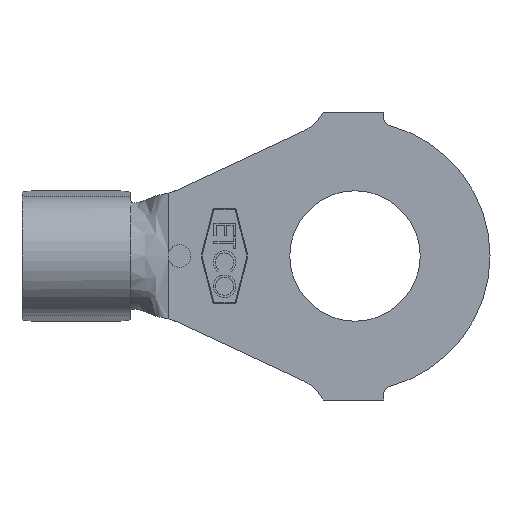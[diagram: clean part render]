
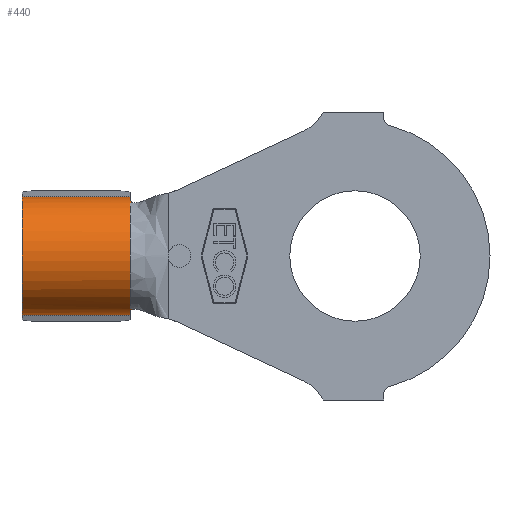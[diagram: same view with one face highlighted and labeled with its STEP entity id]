
A CAD part, front view. The second image highlights one B-rep face of the part: STEP entity #440.
In plain terms, the highlighted cylindrical face has radius 1.676 mm (diameter 3.353 mm), a partial arc.
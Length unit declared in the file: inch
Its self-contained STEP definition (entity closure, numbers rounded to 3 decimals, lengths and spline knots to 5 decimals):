
#81 = CARTESIAN_POINT ( 'NONE',  ( -0.25, 0.066, 0. ) ) ;
#101 = CIRCLE ( 'NONE', #2933, 0.066 ) ;
#115 = DIRECTION ( 'NONE',  ( 1., 0., 0. ) ) ;
#227 = FACE_OUTER_BOUND ( 'NONE', #935, .T. ) ;
#254 = VERTEX_POINT ( 'NONE', #4274 ) ;
#332 = CARTESIAN_POINT ( 'NONE',  ( -0.24332, 0.03483, 0.05817 ) ) ;
#346 = B_SPLINE_CURVE_WITH_KNOTS ( 'NONE', 3,
 ( #332, #5448, #547, #3790 ),
 .UNSPECIFIED., .F., .F.,
 ( 4, 4 ),
 ( 0., 0.00017 ),
 .UNSPECIFIED. ) ;
#440 = ADVANCED_FACE ( 'NONE', ( #227 ), #1167, .T. ) ;
#490 = DIRECTION ( 'NONE',  ( 1., 0., 0. ) ) ;
#532 = DIRECTION ( 'NONE',  ( 0., 0., -1. ) ) ;
#540 = ORIENTED_EDGE ( 'NONE', *, *, #1336, .T. ) ;
#547 = CARTESIAN_POINT ( 'NONE',  ( -0.2477, 0.03587, 0.05872 ) ) ;
#558 = CARTESIAN_POINT ( 'NONE',  ( -0.25, 0.066, 0. ) ) ;
#639 = CARTESIAN_POINT ( 'NONE',  ( -0.24526, 0.03543, -0.0585 ) ) ;
#705 = VERTEX_POINT ( 'NONE', #2591 ) ;
#713 = CIRCLE ( 'NONE', #2275, 0.066 ) ;
#750 = VERTEX_POINT ( 'NONE', #4688 ) ;
#802 = B_SPLINE_CURVE_WITH_KNOTS ( 'NONE', 3,
 ( #4800, #639, #1564, #4820, #2034, #5281 ),
 .UNSPECIFIED., .F., .F.,
 ( 4, 2, 4 ),
 ( 0.00003, 0.00018, 0.00034 ),
 .UNSPECIFIED. ) ;
#843 = LINE ( 'NONE', #5163, #3012 ) ;
#861 = EDGE_CURVE ( 'NONE', #254, #2844, #4300, .T. ) ;
#935 = EDGE_LOOP ( 'NONE', ( #3537, #4297, #2860, #540, #3079, #5494, #2708, #4191, #4441, #4403 ) ) ;
#1013 = CARTESIAN_POINT ( 'NONE',  ( -0.37, 0.066, 0. ) ) ;
#1021 = DIRECTION ( 'NONE',  ( 0., 0., -1. ) ) ;
#1055 = CARTESIAN_POINT ( 'NONE',  ( -0.25, 0.03587, -0.05872 ) ) ;
#1092 = CARTESIAN_POINT ( 'NONE',  ( -0.24698, 0.03658, 0.0591 ) ) ;
#1167 = CYLINDRICAL_SURFACE ( 'NONE', #5236, 0.066 ) ;
#1254 = EDGE_CURVE ( 'NONE', #2510, #705, #3302, .T. ) ;
#1336 = EDGE_CURVE ( 'NONE', #4527, #2069, #843, .T. ) ;
#1376 = EDGE_CURVE ( 'NONE', #3449, #2069, #4113, .T. ) ;
#1451 = EDGE_CURVE ( 'NONE', #2510, #4527, #5051, .T. ) ;
#1454 = EDGE_CURVE ( 'NONE', #3499, #750, #3849, .T. ) ;
#1529 = CARTESIAN_POINT ( 'NONE',  ( -0.37, 0.066, 0. ) ) ;
#1557 = CARTESIAN_POINT ( 'NONE',  ( -0.24332, 0.03483, 0.05817 ) ) ;
#1564 = CARTESIAN_POINT ( 'NONE',  ( -0.24699, 0.03658, -0.05911 ) ) ;
#1629 = VERTEX_POINT ( 'NONE', #4076 ) ;
#1711 = CARTESIAN_POINT ( 'NONE',  ( -0.24332, 0.03483, 0.05817 ) ) ;
#1721 = EDGE_CURVE ( 'NONE', #705, #254, #713, .T. ) ;
#1736 = DIRECTION ( 'NONE',  ( 1., 0., 0. ) ) ;
#2000 = DIRECTION ( 'NONE',  ( 0., 0., -1. ) ) ;
#2034 = CARTESIAN_POINT ( 'NONE',  ( -0.25, 0.04152, -0.06133 ) ) ;
#2069 = VERTEX_POINT ( 'NONE', #4898 ) ;
#2218 = VECTOR ( 'NONE', #1736, 39.37008 ) ;
#2275 = AXIS2_PLACEMENT_3D ( 'NONE', #3255, #490, #3726 ) ;
#2392 = AXIS2_PLACEMENT_3D ( 'NONE', #558, #3801, #1021 ) ;
#2395 = EDGE_CURVE ( 'NONE', #750, #3449, #802, .T. ) ;
#2411 = DIRECTION ( 'NONE',  ( 0., 0., -1. ) ) ;
#2461 = CARTESIAN_POINT ( 'NONE',  ( -0.24548, 0.0355, -0.05853 ) ) ;
#2464 = CARTESIAN_POINT ( 'NONE',  ( -0.25, 0.04348, 0.06204 ) ) ;
#2510 = VERTEX_POINT ( 'NONE', #3951 ) ;
#2591 = CARTESIAN_POINT ( 'NONE',  ( -0.25, 0.05868, 0.06559 ) ) ;
#2708 = ORIENTED_EDGE ( 'NONE', *, *, #1454, .F. ) ;
#2844 = VERTEX_POINT ( 'NONE', #1711 ) ;
#2860 = ORIENTED_EDGE ( 'NONE', *, *, #1451, .T. ) ;
#2933 = AXIS2_PLACEMENT_3D ( 'NONE', #81, #3297, #532 ) ;
#3012 = VECTOR ( 'NONE', #3757, 39.37008 ) ;
#3079 = ORIENTED_EDGE ( 'NONE', *, *, #1376, .F. ) ;
#3140 = CARTESIAN_POINT ( 'NONE',  ( -0.37, 0.05868, -0.06559 ) ) ;
#3255 = CARTESIAN_POINT ( 'NONE',  ( -0.25, 0.066, 0. ) ) ;
#3297 = DIRECTION ( 'NONE',  ( 1., 0., 0. ) ) ;
#3302 = LINE ( 'NONE', #5077, #2218 ) ;
#3390 = CARTESIAN_POINT ( 'NONE',  ( -0.25, 0.04152, 0.06133 ) ) ;
#3425 = EDGE_CURVE ( 'NONE', #2844, #1629, #346, .T. ) ;
#3449 = VERTEX_POINT ( 'NONE', #5663 ) ;
#3499 = VERTEX_POINT ( 'NONE', #1055 ) ;
#3537 = ORIENTED_EDGE ( 'NONE', *, *, #1721, .F. ) ;
#3726 = DIRECTION ( 'NONE',  ( 0., 0., -1. ) ) ;
#3757 = DIRECTION ( 'NONE',  ( 1., 0., 0. ) ) ;
#3790 = CARTESIAN_POINT ( 'NONE',  ( -0.25, 0.03587, 0.05872 ) ) ;
#3801 = DIRECTION ( 'NONE',  ( 1., 0., 0. ) ) ;
#3844 = CARTESIAN_POINT ( 'NONE',  ( -0.25, 0.03587, -0.05872 ) ) ;
#3849 = B_SPLINE_CURVE_WITH_KNOTS ( 'NONE', 3,
 ( #3844, #4314, #2461, #5718 ),
 .UNSPECIFIED., .F., .F.,
 ( 4, 4 ),
 ( 0., 0.00017 ),
 .UNSPECIFIED. ) ;
#3862 = CARTESIAN_POINT ( 'NONE',  ( -0.24935, 0.03963, 0.06053 ) ) ;
#3951 = CARTESIAN_POINT ( 'NONE',  ( -0.37, 0.05868, 0.06559 ) ) ;
#4076 = CARTESIAN_POINT ( 'NONE',  ( -0.25, 0.03587, 0.05872 ) ) ;
#4113 = CIRCLE ( 'NONE', #2392, 0.066 ) ;
#4136 = EDGE_CURVE ( 'NONE', #1629, #3499, #101, .T. ) ;
#4191 = ORIENTED_EDGE ( 'NONE', *, *, #4136, .F. ) ;
#4274 = CARTESIAN_POINT ( 'NONE',  ( -0.25, 0.04348, 0.06204 ) ) ;
#4297 = ORIENTED_EDGE ( 'NONE', *, *, #1254, .F. ) ;
#4300 = B_SPLINE_CURVE_WITH_KNOTS ( 'NONE', 3,
 ( #2464, #3390, #3862, #1092, #4337, #1557 ),
 .UNSPECIFIED., .F., .F.,
 ( 4, 2, 4 ),
 ( 0.00121, 0.00136, 0.00152 ),
 .UNSPECIFIED. ) ;
#4314 = CARTESIAN_POINT ( 'NONE',  ( -0.2477, 0.03587, -0.05872 ) ) ;
#4337 = CARTESIAN_POINT ( 'NONE',  ( -0.24528, 0.03543, 0.0585 ) ) ;
#4403 = ORIENTED_EDGE ( 'NONE', *, *, #861, .F. ) ;
#4441 = ORIENTED_EDGE ( 'NONE', *, *, #3425, .F. ) ;
#4527 = VERTEX_POINT ( 'NONE', #3140 ) ;
#4575 = AXIS2_PLACEMENT_3D ( 'NONE', #1529, #4790, #2000 ) ;
#4688 = CARTESIAN_POINT ( 'NONE',  ( -0.24332, 0.03483, -0.05817 ) ) ;
#4790 = DIRECTION ( 'NONE',  ( 1., 0., 0. ) ) ;
#4800 = CARTESIAN_POINT ( 'NONE',  ( -0.24332, 0.03483, -0.05817 ) ) ;
#4820 = CARTESIAN_POINT ( 'NONE',  ( -0.24936, 0.03965, -0.06053 ) ) ;
#4898 = CARTESIAN_POINT ( 'NONE',  ( -0.25, 0.05868, -0.06559 ) ) ;
#5051 = CIRCLE ( 'NONE', #4575, 0.066 ) ;
#5077 = CARTESIAN_POINT ( 'NONE',  ( -0.37, 0.05868, 0.06559 ) ) ;
#5163 = CARTESIAN_POINT ( 'NONE',  ( -0.37, 0.05868, -0.06559 ) ) ;
#5236 = AXIS2_PLACEMENT_3D ( 'NONE', #1013, #115, #2411 ) ;
#5281 = CARTESIAN_POINT ( 'NONE',  ( -0.25, 0.04348, -0.06204 ) ) ;
#5448 = CARTESIAN_POINT ( 'NONE',  ( -0.24548, 0.0355, 0.05853 ) ) ;
#5494 = ORIENTED_EDGE ( 'NONE', *, *, #2395, .F. ) ;
#5663 = CARTESIAN_POINT ( 'NONE',  ( -0.25, 0.04348, -0.06204 ) ) ;
#5718 = CARTESIAN_POINT ( 'NONE',  ( -0.24332, 0.03483, -0.05817 ) ) ;
